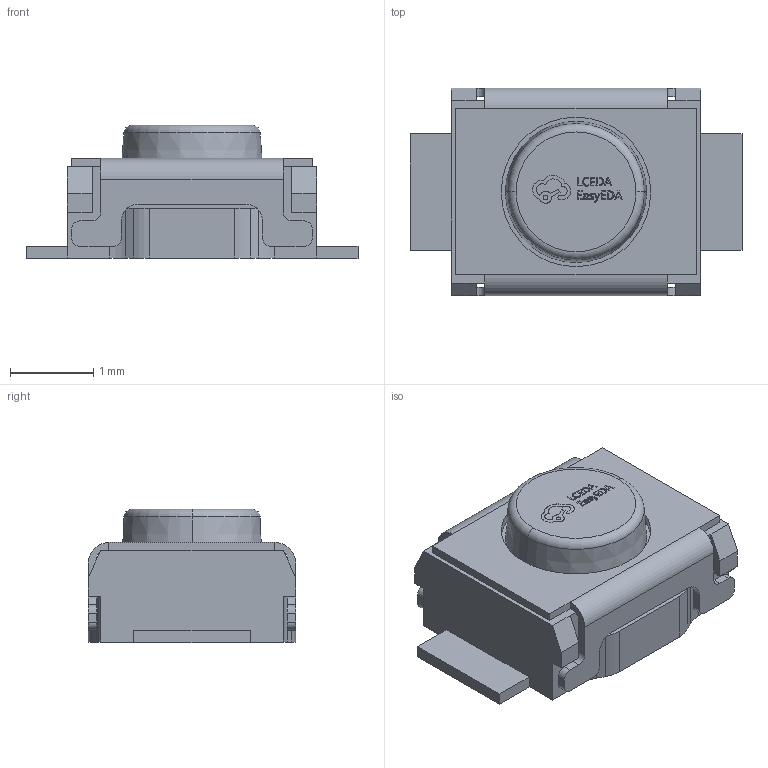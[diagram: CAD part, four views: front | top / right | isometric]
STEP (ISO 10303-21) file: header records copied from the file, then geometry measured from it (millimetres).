
FILE_DESCRIPTION(('FreeCAD Model'),'2;1');
FILE_NAME('Open CASCADE Shape Model','2023-02-09T03:03:13',(''),(''), 'Open CASCADE STEP processor 7.6','FreeCAD','Unknown');
FILE_SCHEMA(('AUTOMOTIVE_DESIGN { 1 0 10303 214 1 1 1 1 }'));
Length unit declared in the file: millimetre
Products named in the file (3): SW1; KEY-SMD_B3U-1000PM; COMPOUND001
Assembly tree (2 placements, depth 3):
  SW1
    KEY-SMD_B3U-1000PM
      COMPOUND001
Bounding box: 4 x 2.5 x 1.61 mm (x, y, z)
Volume: 9.6 mm3; surface area: 48.1 mm2
Topology: 2 solids, 2 shells, 398 faces, 3273 edges, 9452 vertices
Faces by surface type: plane 248, bspline 112, cylinder 34, torus 2, cone 2
Entity records: 60780 total; most frequent: CARTESIAN_POINT 20870, DIRECTION 5085, LINE 4015, VECTOR 4015, GEOMETRIC_CURVE_SET 2183, ORIENTED_EDGE 2182, PCURVE 2182, DEFINITIONAL_REPRESENTATION 2182
